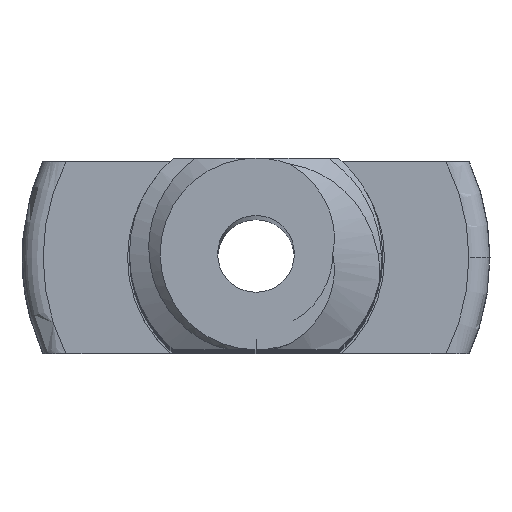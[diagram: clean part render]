
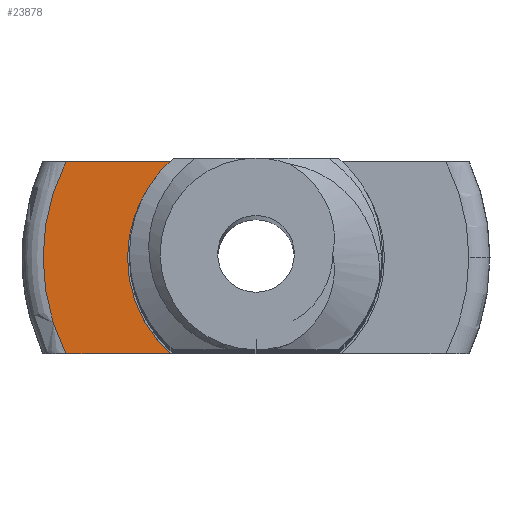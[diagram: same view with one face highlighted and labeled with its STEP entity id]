
A CAD part, top view. The second image highlights one B-rep face of the part: STEP entity #23878.
In plain terms, the highlighted planar face has unit normal (0, 0, 1).
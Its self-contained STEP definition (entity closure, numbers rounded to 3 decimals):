
#5371 = PLANE('',#5372);
#5372 = AXIS2_PLACEMENT_3D('',#5373,#5374,#5375);
#5373 = CARTESIAN_POINT('',(12.5,-2.5,70.959));
#5374 = DIRECTION('',(0.,1.,0.));
#5375 = DIRECTION('',(-1.,0.,0.));
#6160 = PLANE('',#6161);
#6161 = AXIS2_PLACEMENT_3D('',#6162,#6163,#6164);
#6162 = CARTESIAN_POINT('',(-12.5,2.5,70.959));
#6163 = DIRECTION('',(0.,-1.,0.));
#6164 = DIRECTION('',(1.,0.,0.));
#8584 = VERTEX_POINT('',#8585);
#8585 = CARTESIAN_POINT('',(-4.955,-2.5,0.));
#8637 = TOROIDAL_SURFACE('',#8638,5.55,0.55);
#8638 = AXIS2_PLACEMENT_3D('',#8639,#8640,#8641);
#8639 = CARTESIAN_POINT('',(0.,0.,-0.55)
  );
#8640 = DIRECTION('',(0.,0.,1.));
#8641 = DIRECTION('',(1.,0.,0.));
#8668 = EDGE_CURVE('',#8669,#8584,#8671,.T.);
#8669 = VERTEX_POINT('',#8670);
#8670 = CARTESIAN_POINT('',(-2.23,-2.5,0.));
#8671 = SURFACE_CURVE('',#8672,(#8676,#8683),.PCURVE_S1.);
#8672 = LINE('',#8673,#8674);
#8673 = CARTESIAN_POINT('',(6.25,-2.5,0.));
#8674 = VECTOR('',#8675,1.);
#8675 = DIRECTION('',(-1.,0.,0.));
#8676 = PCURVE('',#5371,#8677);
#8677 = DEFINITIONAL_REPRESENTATION('',(#8678),#8682);
#8678 = LINE('',#8679,#8680);
#8679 = CARTESIAN_POINT('',(6.25,-70.959));
#8680 = VECTOR('',#8681,1.);
#8681 = DIRECTION('',(1.,0.));
#8682 = ( GEOMETRIC_REPRESENTATION_CONTEXT(2) 
PARAMETRIC_REPRESENTATION_CONTEXT() REPRESENTATION_CONTEXT('2D SPACE',''
  ) );
#8683 = PCURVE('',#8684,#8689);
#8684 = PLANE('',#8685);
#8685 = AXIS2_PLACEMENT_3D('',#8686,#8687,#8688);
#8686 = CARTESIAN_POINT('',(0.,0.,
    0.));
#8687 = DIRECTION('',(0.,0.,-1.));
#8688 = DIRECTION('',(1.,0.,0.));
#8689 = DEFINITIONAL_REPRESENTATION('',(#8690),#8694);
#8690 = LINE('',#8691,#8692);
#8691 = CARTESIAN_POINT('',(6.25,2.5));
#8692 = VECTOR('',#8693,1.);
#8693 = DIRECTION('',(-1.,0.));
#8694 = ( GEOMETRIC_REPRESENTATION_CONTEXT(2) 
PARAMETRIC_REPRESENTATION_CONTEXT() REPRESENTATION_CONTEXT('2D SPACE',''
  ) );
#8710 = CYLINDRICAL_SURFACE('',#8711,3.35);
#8711 = AXIS2_PLACEMENT_3D('',#8712,#8713,#8714);
#8712 = CARTESIAN_POINT('',(0.,0.,1.8)
  );
#8713 = DIRECTION('',(0.,0.,-1.));
#8714 = DIRECTION('',(1.,0.,0.));
#21653 = VERTEX_POINT('',#21654);
#21654 = CARTESIAN_POINT('',(-2.23,2.5,0.));
#21675 = EDGE_CURVE('',#21676,#21653,#21678,.T.);
#21676 = VERTEX_POINT('',#21677);
#21677 = CARTESIAN_POINT('',(-4.955,2.5,0.));
#21678 = SURFACE_CURVE('',#21679,(#21683,#21690),.PCURVE_S1.);
#21679 = LINE('',#21680,#21681);
#21680 = CARTESIAN_POINT('',(-6.25,2.5,0.));
#21681 = VECTOR('',#21682,1.);
#21682 = DIRECTION('',(1.,0.,0.));
#21683 = PCURVE('',#6160,#21684);
#21684 = DEFINITIONAL_REPRESENTATION('',(#21685),#21689);
#21685 = LINE('',#21686,#21687);
#21686 = CARTESIAN_POINT('',(6.25,-70.959));
#21687 = VECTOR('',#21688,1.);
#21688 = DIRECTION('',(1.,0.));
#21689 = ( GEOMETRIC_REPRESENTATION_CONTEXT(2) 
PARAMETRIC_REPRESENTATION_CONTEXT() REPRESENTATION_CONTEXT('2D SPACE',''
  ) );
#21690 = PCURVE('',#8684,#21691);
#21691 = DEFINITIONAL_REPRESENTATION('',(#21692),#21696);
#21692 = LINE('',#21693,#21694);
#21693 = CARTESIAN_POINT('',(-6.25,-2.5));
#21694 = VECTOR('',#21695,1.);
#21695 = DIRECTION('',(1.,0.));
#21696 = ( GEOMETRIC_REPRESENTATION_CONTEXT(2) 
PARAMETRIC_REPRESENTATION_CONTEXT() REPRESENTATION_CONTEXT('2D SPACE',''
  ) );
#23410 = EDGE_CURVE('',#8669,#21653,#23411,.T.);
#23411 = SURFACE_CURVE('',#23412,(#23417,#23424),.PCURVE_S1.);
#23412 = CIRCLE('',#23413,3.35);
#23413 = AXIS2_PLACEMENT_3D('',#23414,#23415,#23416);
#23414 = CARTESIAN_POINT('',(0.,0.,
    0.));
#23415 = DIRECTION('',(0.,0.,-1.));
#23416 = DIRECTION('',(1.,0.,0.));
#23417 = PCURVE('',#8710,#23418);
#23418 = DEFINITIONAL_REPRESENTATION('',(#23419),#23423);
#23419 = LINE('',#23420,#23421);
#23420 = CARTESIAN_POINT('',(0.,1.8));
#23421 = VECTOR('',#23422,1.);
#23422 = DIRECTION('',(1.,0.));
#23423 = ( GEOMETRIC_REPRESENTATION_CONTEXT(2) 
PARAMETRIC_REPRESENTATION_CONTEXT() REPRESENTATION_CONTEXT('2D SPACE',''
  ) );
#23424 = PCURVE('',#8684,#23425);
#23425 = DEFINITIONAL_REPRESENTATION('',(#23426),#23430);
#23426 = CIRCLE('',#23427,3.35);
#23427 = AXIS2_PLACEMENT_2D('',#23428,#23429);
#23428 = CARTESIAN_POINT('',(0.,0.));
#23429 = DIRECTION('',(1.,0.));
#23430 = ( GEOMETRIC_REPRESENTATION_CONTEXT(2) 
PARAMETRIC_REPRESENTATION_CONTEXT() REPRESENTATION_CONTEXT('2D SPACE',''
  ) );
#23878 = ADVANCED_FACE('',(#23879),#8684,.F.);
#23879 = FACE_BOUND('',#23880,.T.);
#23880 = EDGE_LOOP('',(#23881,#23882,#23883,#23884));
#23881 = ORIENTED_EDGE('',*,*,#8668,.F.);
#23882 = ORIENTED_EDGE('',*,*,#23410,.T.);
#23883 = ORIENTED_EDGE('',*,*,#21675,.F.);
#23884 = ORIENTED_EDGE('',*,*,#23885,.F.);
#23885 = EDGE_CURVE('',#8584,#21676,#23886,.T.);
#23886 = SURFACE_CURVE('',#23887,(#23892,#23899),.PCURVE_S1.);
#23887 = CIRCLE('',#23888,5.55);
#23888 = AXIS2_PLACEMENT_3D('',#23889,#23890,#23891);
#23889 = CARTESIAN_POINT('',(0.,0.,
    0.));
#23890 = DIRECTION('',(0.,0.,-1.));
#23891 = DIRECTION('',(1.,0.,0.));
#23892 = PCURVE('',#8684,#23893);
#23893 = DEFINITIONAL_REPRESENTATION('',(#23894),#23898);
#23894 = CIRCLE('',#23895,5.55);
#23895 = AXIS2_PLACEMENT_2D('',#23896,#23897);
#23896 = CARTESIAN_POINT('',(0.,0.));
#23897 = DIRECTION('',(1.,0.));
#23898 = ( GEOMETRIC_REPRESENTATION_CONTEXT(2) 
PARAMETRIC_REPRESENTATION_CONTEXT() REPRESENTATION_CONTEXT('2D SPACE',''
  ) );
#23899 = PCURVE('',#8637,#23900);
#23900 = DEFINITIONAL_REPRESENTATION('',(#23901),#23905);
#23901 = LINE('',#23902,#23903);
#23902 = CARTESIAN_POINT('',(0.,7.854));
#23903 = VECTOR('',#23904,1.);
#23904 = DIRECTION('',(-1.,0.));
#23905 = ( GEOMETRIC_REPRESENTATION_CONTEXT(2) 
PARAMETRIC_REPRESENTATION_CONTEXT() REPRESENTATION_CONTEXT('2D SPACE',''
  ) );
